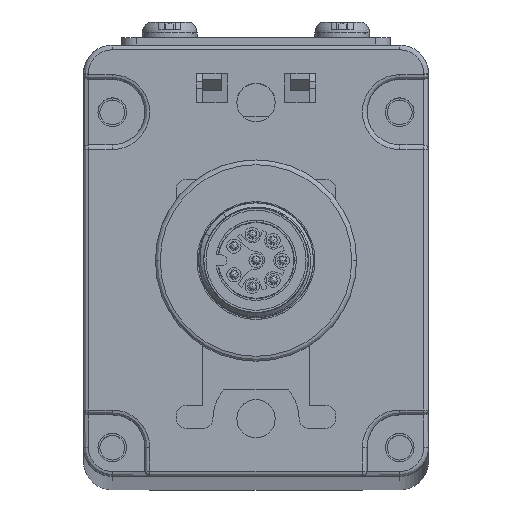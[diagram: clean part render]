
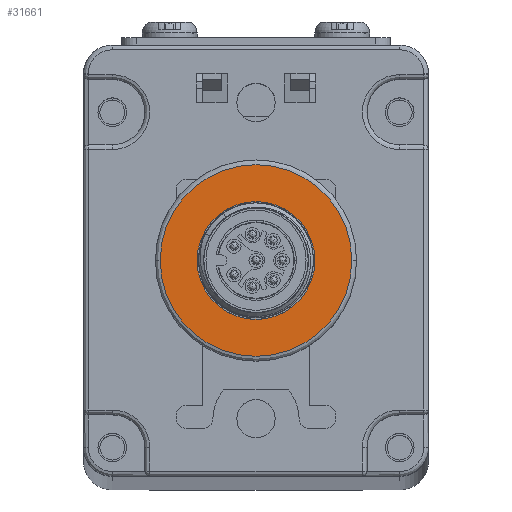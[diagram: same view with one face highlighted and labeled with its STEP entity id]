
A CAD part, top view. The second image highlights one B-rep face of the part: STEP entity #31661.
In plain terms, the highlighted planar face has unit normal (0, 0, 1).
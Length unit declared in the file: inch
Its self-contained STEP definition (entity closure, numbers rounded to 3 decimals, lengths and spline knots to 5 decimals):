
#10708=CARTESIAN_POINT('',(0.,0.88583,0.15748));
#10709=DIRECTION('',(0.,0.,1.));
#10710=DIRECTION('',(1.,0.,0.));
#10711=AXIS2_PLACEMENT_3D('',#10708,#10709,#10710);
#10723=CARTESIAN_POINT('',(0.,0.88583,0.15748));
#10724=DIRECTION('',(0.,0.,1.));
#10725=DIRECTION('',(1.,0.,0.));
#10726=AXIS2_PLACEMENT_3D('',#10723,#10724,#10725);
#10728=CARTESIAN_POINT('',(0.,0.88583,0.15748));
#10729=DIRECTION('',(0.,0.,1.));
#10730=DIRECTION('',(-1.,0.,0.));
#10731=AXIS2_PLACEMENT_3D('',#10728,#10729,#10730);
#10733=CARTESIAN_POINT('',(0.,0.88583,0.15748));
#10734=DIRECTION('',(0.,0.,1.));
#10735=DIRECTION('',(-1.,0.,0.));
#10736=AXIS2_PLACEMENT_3D('',#10733,#10734,#10735);
#16400=CARTESIAN_POINT('',(0.24213,0.88583,
0.15748));
#16401=CARTESIAN_POINT('',(-0.24213,0.88583,
0.15748));
#16402=VERTEX_POINT('',#16400);
#16403=VERTEX_POINT('',#16401);
#16684=CARTESIAN_POINT('',(0.3937,0.88583,
0.15748));
#16685=CARTESIAN_POINT('',(-0.3937,0.88583,
0.15748));
#16686=VERTEX_POINT('',#16684);
#16687=VERTEX_POINT('',#16685);
#31645=CARTESIAN_POINT('',(0.,0.,0.15748));
#31646=DIRECTION('',(0.,0.,1.));
#31647=DIRECTION('',(1.,0.,0.));
#31648=AXIS2_PLACEMENT_3D('',#31645,#31646,#31647);
#31649=PLANE('',#31648);
#31650=ORIENTED_EDGE('',*,*,#31635,.F.);
#31652=ORIENTED_EDGE('',*,*,#31651,.F.);
#31653=EDGE_LOOP('',(#31650,#31652));
#31654=FACE_OUTER_BOUND('',#31653,.F.);
#31656=ORIENTED_EDGE('',*,*,#31655,.T.);
#31658=ORIENTED_EDGE('',*,*,#31657,.T.);
#31659=EDGE_LOOP('',(#31656,#31658));
#31660=FACE_BOUND('',#31659,.F.);
#31661=ADVANCED_FACE('',(#31654,#31660),#31649,.T.);
#10712=CIRCLE('',#10711,0.3937);
#10727=CIRCLE('',#10726,0.24213);
#10732=CIRCLE('',#10731,0.24213);
#10737=CIRCLE('',#10736,0.3937);
#31635=EDGE_CURVE('',#16686,#16687,#10712,.T.);
#31651=EDGE_CURVE('',#16687,#16686,#10737,.T.);
#31655=EDGE_CURVE('',#16402,#16403,#10727,.T.);
#31657=EDGE_CURVE('',#16403,#16402,#10732,.T.);
